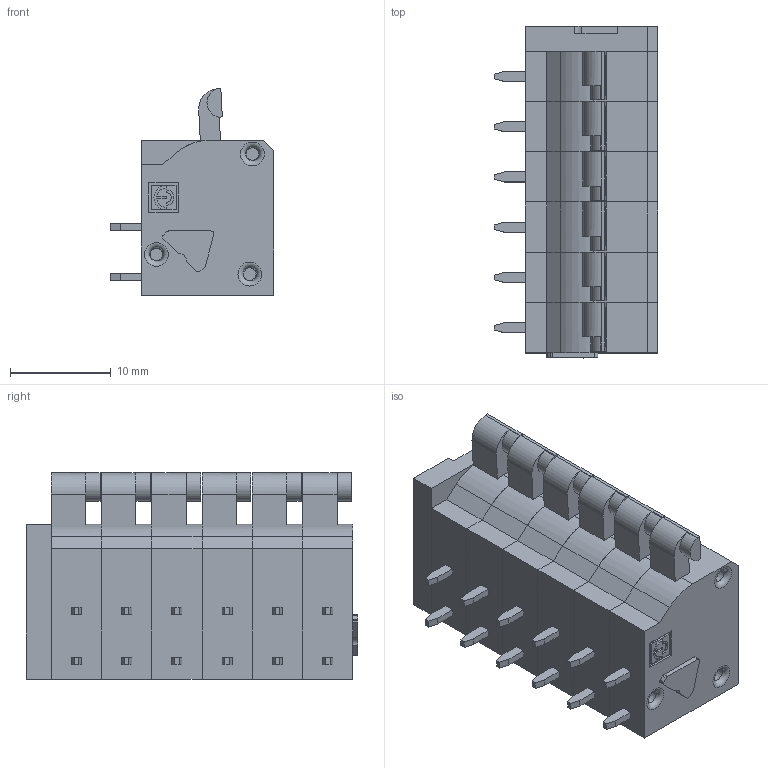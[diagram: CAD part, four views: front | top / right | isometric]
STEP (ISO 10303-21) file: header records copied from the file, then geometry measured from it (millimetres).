
FILE_DESCRIPTION(('STEP AP214'),'1');
FILE_NAME('MG106-5-V-P.stp','2024-03-27T16:14:27',(' '),(' '),'Spatial InterOp 3D',' ',' ');
FILE_SCHEMA(('AUTOMOTIVE_DESIGN { 1 0 10303 214 1 1 1 1 }'));
Length unit declared in the file: metre
Products named in the file (9): 1711558861; 1711558476; 1711558091; 1711557706; 1711557321; 1711556338; 1711554088; 1711554089; 1711554091
Bounding box: 16.3 x 33 x 20.54 mm (x, y, z)
Volume: 6127.2 mm3; surface area: 5865.2 mm2
Topology: 9 solids, 9 shells, 803 faces, 1980 edges, 1306 vertices
Faces by surface type: plane 560, cylinder 92, torus 84, cone 61, extrusion 6
Entity records: 36775 total; most frequent: CARTESIAN_POINT 4037, DIRECTION 3785, ORIENTED_EDGE 3578, STYLED_ITEM 2331, PRESENTATION_STYLE_ASSIGNMENT 2331, COLOUR_RGB 2331, EDGE_CURVE 1789, CURVE_STYLE 1519
